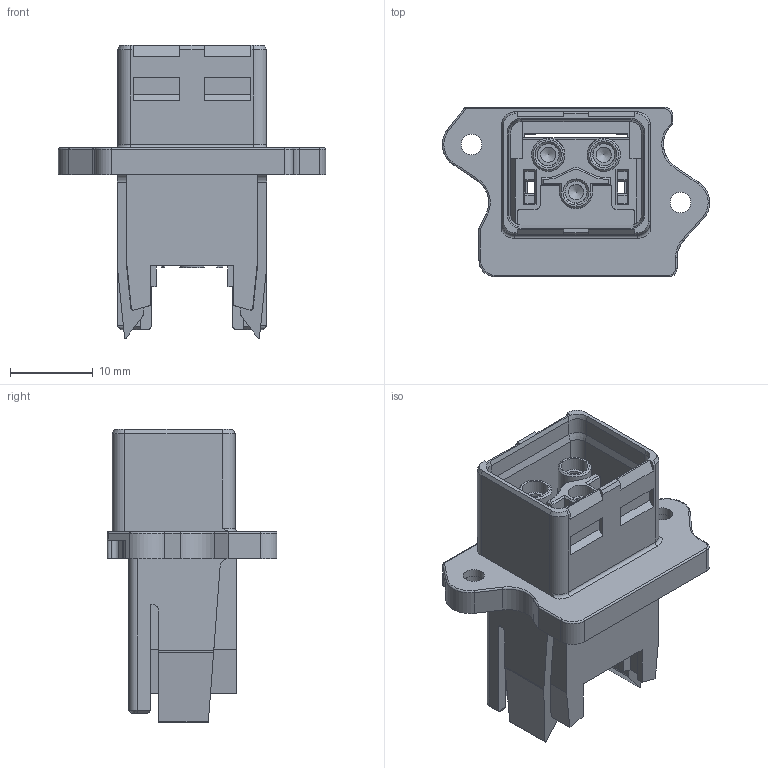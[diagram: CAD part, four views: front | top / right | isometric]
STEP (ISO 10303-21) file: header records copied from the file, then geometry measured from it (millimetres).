
FILE_DESCRIPTION(/* description */ (''),/* implementation_level */ '2;1');
FILE_NAME(/* name */ '100712541ugm000_a.stp',/* time_stamp */ '2017-04-04T13:26:08+02:00',/* author */ (''),/* organization */ (''),/* preprocessor_version */ 'ST-DEVELOPER v16',/* originating_system */ 'SIEMENS PLM Software NX 10.0',/* authorisation */ '');
FILE_SCHEMA (('AUTOMOTIVE_DESIGN { 1 0 10303 214 3 1 1 1 }'));
Length unit declared in the file: millimetre
Products named in the file (1): 100712541ugm000_a
Bounding box: 32.3 x 20.5 x 35.38 mm (x, y, z)
Volume: 4526.2 mm3; surface area: 8293.1 mm2
Topology: 5 solids, 5 shells, 457 faces, 1197 edges, 768 vertices
Faces by surface type: plane 294, cylinder 117, cone 35, torus 10, bspline 1
Full cylindrical faces by diameter (mm): 1.85 x3, 2.08 x3, 2.5 x2, 2.55 x2, 2.6 x4, 2.68 x3, 3 x1, 3.05 x3, 3.15 x6, 4 x2
Entity records: 13671 total; most frequent: CARTESIAN_POINT 2491, DIRECTION 2290, ORIENTED_EDGE 2248, EDGE_CURVE 1124, LINE 848, VECTOR 848, VERTEX_POINT 746, AXIS2_PLACEMENT_3D 721
